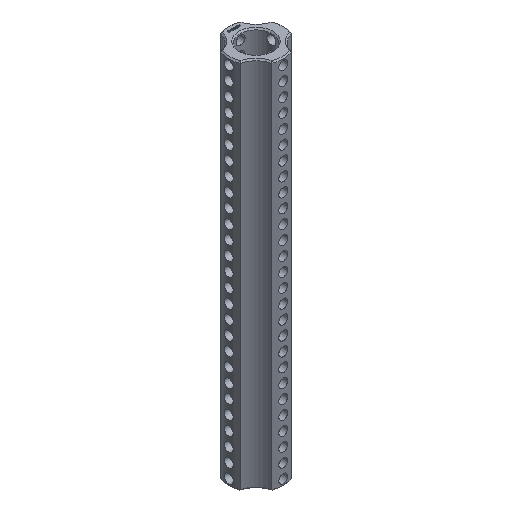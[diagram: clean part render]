
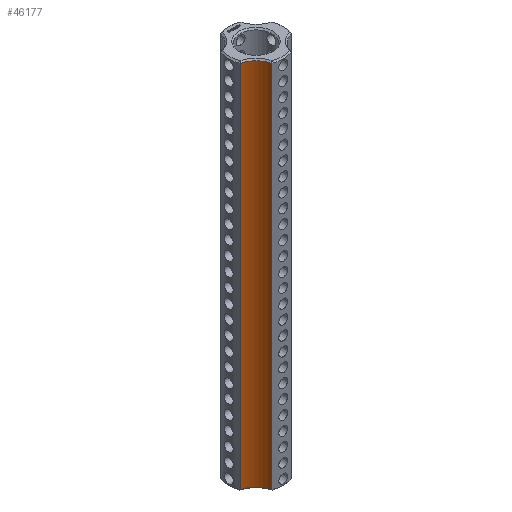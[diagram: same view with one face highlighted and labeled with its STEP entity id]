
A CAD part, isometric view. The second image highlights one B-rep face of the part: STEP entity #46177.
In plain terms, the highlighted cylindrical face has radius 5 mm (diameter 10 mm), a partial arc.
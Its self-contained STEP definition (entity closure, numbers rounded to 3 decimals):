
#5886 = CYLINDRICAL_SURFACE('',#5887,6.25);
#5887 = AXIS2_PLACEMENT_3D('',#5888,#5889,#5890);
#5888 = CARTESIAN_POINT('',(0.,0.,0.));
#5889 = DIRECTION('',(-0.,-0.,-1.));
#5890 = DIRECTION('',(1.,0.,0.));
#12591 = EDGE_CURVE('',#12592,#12594,#12596,.T.);
#12592 = VERTEX_POINT('',#12593);
#12593 = CARTESIAN_POINT('',(-2.225,-5.841,0.3));
#12594 = VERTEX_POINT('',#12595);
#12595 = CARTESIAN_POINT('',(-2.225,-5.841,84.075));
#12596 = SURFACE_CURVE('',#12597,(#12601,#12608),.PCURVE_S1.);
#12597 = LINE('',#12598,#12599);
#12598 = CARTESIAN_POINT('',(-2.225,-5.841,0.));
#12599 = VECTOR('',#12600,1.);
#12600 = DIRECTION('',(0.,0.,1.));
#12601 = PCURVE('',#5886,#12602);
#12602 = DEFINITIONAL_REPRESENTATION('',(#12603),#12607);
#12603 = LINE('',#12604,#12605);
#12604 = CARTESIAN_POINT('',(-4.348,0.));
#12605 = VECTOR('',#12606,1.);
#12606 = DIRECTION('',(-0.,-1.));
#12607 = ( GEOMETRIC_REPRESENTATION_CONTEXT(2) 
PARAMETRIC_REPRESENTATION_CONTEXT() REPRESENTATION_CONTEXT('2D SPACE',''
  ) );
#12608 = PCURVE('',#12609,#12614);
#12609 = CYLINDRICAL_SURFACE('',#12610,5.);
#12610 = AXIS2_PLACEMENT_3D('',#12611,#12612,#12613);
#12611 = CARTESIAN_POINT('',(-7.071,-7.071,0.));
#12612 = DIRECTION('',(-0.,-0.,-1.));
#12613 = DIRECTION('',(1.,0.,0.));
#12614 = DEFINITIONAL_REPRESENTATION('',(#12615),#12619);
#12615 = LINE('',#12616,#12617);
#12616 = CARTESIAN_POINT('',(-0.249,0.));
#12617 = VECTOR('',#12618,1.);
#12618 = DIRECTION('',(-0.,-1.));
#12619 = ( GEOMETRIC_REPRESENTATION_CONTEXT(2) 
PARAMETRIC_REPRESENTATION_CONTEXT() REPRESENTATION_CONTEXT('2D SPACE',''
  ) );
#17280 = CONICAL_SURFACE('',#17281,5.,0.785);
#17281 = AXIS2_PLACEMENT_3D('',#17282,#17283,#17284);
#17282 = CARTESIAN_POINT('',(-7.071,-7.071,0.3));
#17283 = DIRECTION('',(-0.,-0.,-1.));
#17284 = DIRECTION('',(0.969,0.246,0.));
#17512 = CONICAL_SURFACE('',#17513,5.,0.785);
#17513 = AXIS2_PLACEMENT_3D('',#17514,#17515,#17516);
#17514 = CARTESIAN_POINT('',(-7.071,-7.071,84.075));
#17515 = DIRECTION('',(0.,0.,1.));
#17516 = DIRECTION('',(0.969,0.246,0.));
#46177 = ADVANCED_FACE('',(#46178),#12609,.F.);
#46178 = FACE_BOUND('',#46179,.T.);
#46179 = EDGE_LOOP('',(#46180,#46181,#46205,#46233));
#46180 = ORIENTED_EDGE('',*,*,#12591,.T.);
#46181 = ORIENTED_EDGE('',*,*,#46182,.T.);
#46182 = EDGE_CURVE('',#12594,#46183,#46185,.T.);
#46183 = VERTEX_POINT('',#46184);
#46184 = CARTESIAN_POINT('',(-5.841,-2.225,84.075));
#46185 = SURFACE_CURVE('',#46186,(#46191,#46198),.PCURVE_S1.);
#46186 = CIRCLE('',#46187,5.);
#46187 = AXIS2_PLACEMENT_3D('',#46188,#46189,#46190);
#46188 = CARTESIAN_POINT('',(-7.071,-7.071,84.075));
#46189 = DIRECTION('',(0.,-0.,1.));
#46190 = DIRECTION('',(0.969,0.246,0.));
#46191 = PCURVE('',#12609,#46192);
#46192 = DEFINITIONAL_REPRESENTATION('',(#46193),#46197);
#46193 = LINE('',#46194,#46195);
#46194 = CARTESIAN_POINT('',(-0.249,-84.075));
#46195 = VECTOR('',#46196,1.);
#46196 = DIRECTION('',(-1.,0.));
#46197 = ( GEOMETRIC_REPRESENTATION_CONTEXT(2) 
PARAMETRIC_REPRESENTATION_CONTEXT() REPRESENTATION_CONTEXT('2D SPACE',''
  ) );
#46198 = PCURVE('',#17512,#46199);
#46199 = DEFINITIONAL_REPRESENTATION('',(#46200),#46204);
#46200 = LINE('',#46201,#46202);
#46201 = CARTESIAN_POINT('',(0.,0.));
#46202 = VECTOR('',#46203,1.);
#46203 = DIRECTION('',(1.,0.));
#46204 = ( GEOMETRIC_REPRESENTATION_CONTEXT(2) 
PARAMETRIC_REPRESENTATION_CONTEXT() REPRESENTATION_CONTEXT('2D SPACE',''
  ) );
#46205 = ORIENTED_EDGE('',*,*,#46206,.F.);
#46206 = EDGE_CURVE('',#46207,#46183,#46209,.T.);
#46207 = VERTEX_POINT('',#46208);
#46208 = CARTESIAN_POINT('',(-5.841,-2.225,0.3));
#46209 = SURFACE_CURVE('',#46210,(#46214,#46221),.PCURVE_S1.);
#46210 = LINE('',#46211,#46212);
#46211 = CARTESIAN_POINT('',(-5.841,-2.225,0.));
#46212 = VECTOR('',#46213,1.);
#46213 = DIRECTION('',(0.,0.,1.));
#46214 = PCURVE('',#12609,#46215);
#46215 = DEFINITIONAL_REPRESENTATION('',(#46216),#46220);
#46216 = LINE('',#46217,#46218);
#46217 = CARTESIAN_POINT('',(-1.322,0.));
#46218 = VECTOR('',#46219,1.);
#46219 = DIRECTION('',(-0.,-1.));
#46220 = ( GEOMETRIC_REPRESENTATION_CONTEXT(2) 
PARAMETRIC_REPRESENTATION_CONTEXT() REPRESENTATION_CONTEXT('2D SPACE',''
  ) );
#46221 = PCURVE('',#46222,#46227);
#46222 = CYLINDRICAL_SURFACE('',#46223,6.25);
#46223 = AXIS2_PLACEMENT_3D('',#46224,#46225,#46226);
#46224 = CARTESIAN_POINT('',(0.,0.,0.));
#46225 = DIRECTION('',(-0.,-0.,-1.));
#46226 = DIRECTION('',(1.,0.,0.));
#46227 = DEFINITIONAL_REPRESENTATION('',(#46228),#46232);
#46228 = LINE('',#46229,#46230);
#46229 = CARTESIAN_POINT('',(-3.506,0.));
#46230 = VECTOR('',#46231,1.);
#46231 = DIRECTION('',(-0.,-1.));
#46232 = ( GEOMETRIC_REPRESENTATION_CONTEXT(2) 
PARAMETRIC_REPRESENTATION_CONTEXT() REPRESENTATION_CONTEXT('2D SPACE',''
  ) );
#46233 = ORIENTED_EDGE('',*,*,#46234,.F.);
#46234 = EDGE_CURVE('',#12592,#46207,#46235,.T.);
#46235 = SURFACE_CURVE('',#46236,(#46241,#46248),.PCURVE_S1.);
#46236 = CIRCLE('',#46237,5.);
#46237 = AXIS2_PLACEMENT_3D('',#46238,#46239,#46240);
#46238 = CARTESIAN_POINT('',(-7.071,-7.071,0.3));
#46239 = DIRECTION('',(0.,-0.,1.));
#46240 = DIRECTION('',(0.969,0.246,0.));
#46241 = PCURVE('',#12609,#46242);
#46242 = DEFINITIONAL_REPRESENTATION('',(#46243),#46247);
#46243 = LINE('',#46244,#46245);
#46244 = CARTESIAN_POINT('',(-0.249,-0.3));
#46245 = VECTOR('',#46246,1.);
#46246 = DIRECTION('',(-1.,0.));
#46247 = ( GEOMETRIC_REPRESENTATION_CONTEXT(2) 
PARAMETRIC_REPRESENTATION_CONTEXT() REPRESENTATION_CONTEXT('2D SPACE',''
  ) );
#46248 = PCURVE('',#17280,#46249);
#46249 = DEFINITIONAL_REPRESENTATION('',(#46250),#46254);
#46250 = LINE('',#46251,#46252);
#46251 = CARTESIAN_POINT('',(-0.,0.));
#46252 = VECTOR('',#46253,1.);
#46253 = DIRECTION('',(-1.,0.));
#46254 = ( GEOMETRIC_REPRESENTATION_CONTEXT(2) 
PARAMETRIC_REPRESENTATION_CONTEXT() REPRESENTATION_CONTEXT('2D SPACE',''
  ) );
